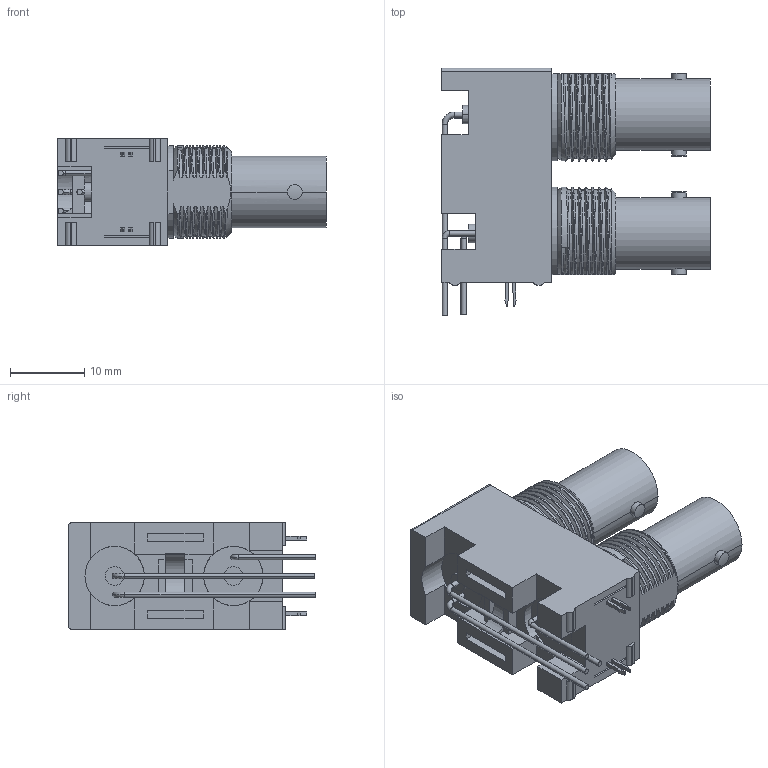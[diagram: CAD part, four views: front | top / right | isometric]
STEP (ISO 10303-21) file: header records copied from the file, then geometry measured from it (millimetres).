
FILE_DESCRIPTION(('FreeCAD Model'),'2;1');
FILE_NAME('Open CASCADE Shape Model','2022-06-08T14:11:26',('Author'),( ''),'Open CASCADE STEP processor 7.5','FreeCAD','Unknown');
FILE_SCHEMA(('AUTOMOTIVE_DESIGN { 1 0 10303 214 1 1 1 1 }'));
Length unit declared in the file: millimetre
Products named in the file (8): Fusion; Fusion001; Fusion002; Fusion003; Fusion004; Fusion005; Kontakte_Innen; Gehäuse
Bounding box: 36.2 x 33.35 x 14.4 mm (x, y, z)
Surface area: 8944.6 mm2 (no closed solid volume)
Topology: 0 solids, 30 shells, 1246 faces, 3608 edges, 2408 vertices
Faces by surface type: plane 612, cylinder 302, cone 196, bspline 128, torus 8
Entity records: 66462 total; most frequent: CARTESIAN_POINT 27407, ORIENTED_EDGE 7064, DIRECTION 6036, EDGE_CURVE 3608, VERTEX_POINT 2408, LINE 2042, VECTOR 2042, AXIS2_PLACEMENT_3D 1997
